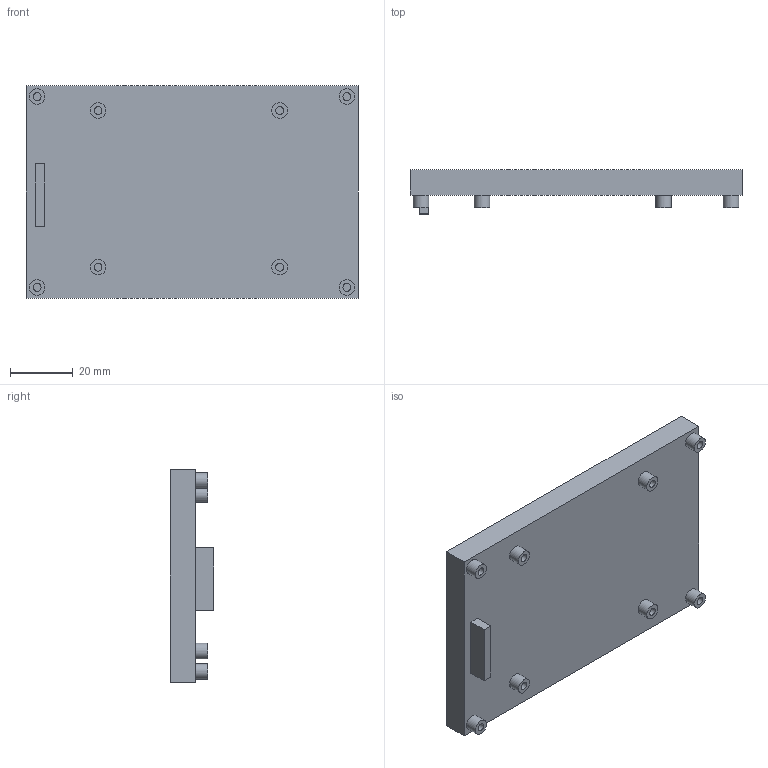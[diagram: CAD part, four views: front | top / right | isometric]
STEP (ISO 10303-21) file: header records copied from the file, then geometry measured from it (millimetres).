
FILE_DESCRIPTION(/* description */ (''),/* implementation_level */ '2;1');
FILE_NAME(/* name */ 'ATC_Waveshare_4.3_DSI_DISPLAY_1x.step',/* time_stamp */ '2021-01-06T23:49:47+01:00',/* author */ (''),/* organization */ (''),/* preprocessor_version */ 'ST-DEVELOPER v18.1',/* originating_system */ 'Autodesk Translation Framework v9.7.0.1280',/* authorisation */ '');
FILE_SCHEMA (('AUTOMOTIVE_DESIGN { 1 0 10303 214 3 1 1 }'));
Length unit declared in the file: millimetre
Products named in the file (1): ATC_Waveshare_4.3_DSI_DISPLAY_1x
Bounding box: 106 x 14 x 68 mm (x, y, z)
Volume: 57969.1 mm3; surface area: 18262.9 mm2
Topology: 1 solids, 1 shells, 48 faces, 84 edges, 56 vertices
Faces by surface type: plane 32, cylinder 16
Full cylindrical faces by diameter (mm): 2.529 x8, 5 x8
Entity records: 1264 total; most frequent: DIRECTION 214, CARTESIAN_POINT 189, ORIENTED_EDGE 168, EDGE_CURVE 84, AXIS2_PLACEMENT_3D 81, EDGE_LOOP 66, VERTEX_POINT 56, LINE 52
